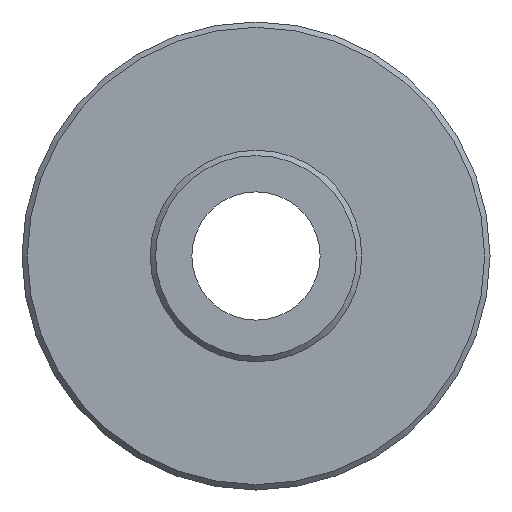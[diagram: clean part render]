
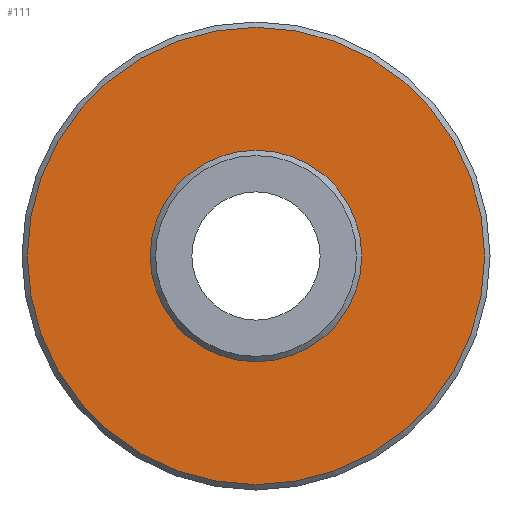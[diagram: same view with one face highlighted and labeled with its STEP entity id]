
A CAD part, left-side view. The second image highlights one B-rep face of the part: STEP entity #111.
In plain terms, the highlighted planar face has unit normal (-1, 0, 0).
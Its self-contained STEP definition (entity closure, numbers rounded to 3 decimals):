
#18=FACE_BOUND('',#34,.T.);
#21=PLANE('',#135);
#25=FACE_OUTER_BOUND('',#33,.T.);
#33=EDGE_LOOP('',(#86));
#34=EDGE_LOOP('',(#87));
#54=CIRCLE('',#134,10.7);
#55=CIRCLE('',#136,4.95);
#62=VERTEX_POINT('',#191);
#63=VERTEX_POINT('',#195);
#71=EDGE_CURVE('',#62,#62,#54,.T.);
#72=EDGE_CURVE('',#63,#63,#55,.T.);
#86=ORIENTED_EDGE('',*,*,#71,.F.);
#87=ORIENTED_EDGE('',*,*,#72,.T.);
#111=ADVANCED_FACE('',(#25,#18),#21,.F.);
#134=AXIS2_PLACEMENT_3D('',#193,#155,#156);
#135=AXIS2_PLACEMENT_3D('',#194,#157,#158);
#136=AXIS2_PLACEMENT_3D('',#196,#159,#160);
#155=DIRECTION('center_axis',(1.,0.,0.));
#156=DIRECTION('ref_axis',(0.,1.,0.));
#157=DIRECTION('center_axis',(1.,0.,0.));
#158=DIRECTION('ref_axis',(0.,1.,0.));
#159=DIRECTION('center_axis',(1.,0.,0.));
#160=DIRECTION('ref_axis',(0.,1.,0.));
#191=CARTESIAN_POINT('',(12.5,-10.7,0.));
#193=CARTESIAN_POINT('Origin',(12.5,0.,0.));
#194=CARTESIAN_POINT('Origin',(12.5,0.,0.));
#195=CARTESIAN_POINT('',(12.5,-4.95,0.));
#196=CARTESIAN_POINT('Origin',(12.5,0.,0.));
